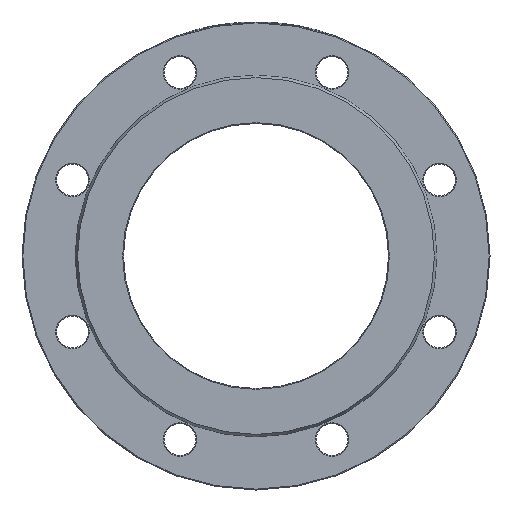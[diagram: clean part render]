
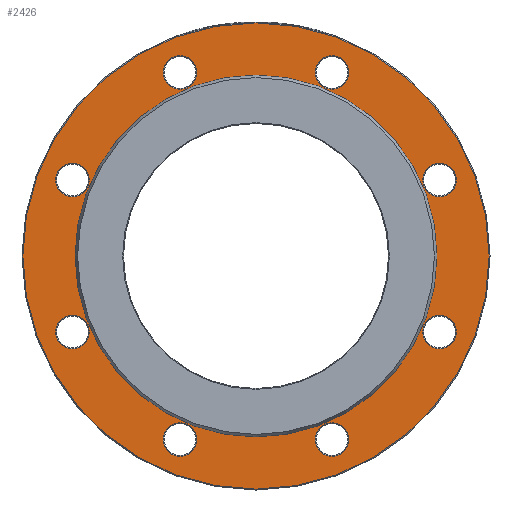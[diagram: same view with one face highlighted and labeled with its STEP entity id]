
A CAD part, left-side view. The second image highlights one B-rep face of the part: STEP entity #2426.
In plain terms, the highlighted planar face has unit normal (-1, 0, 0).
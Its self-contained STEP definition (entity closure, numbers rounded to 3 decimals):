
#72 = DIRECTION ( 'NONE',  ( 0., 0.707, 0.707 ) ) ;
#83 = DIRECTION ( 'NONE',  ( -1., 0., 0. ) ) ;
#167 = FACE_BOUND ( 'NONE', #1101, .T. ) ;
#219 = DIRECTION ( 'NONE',  ( 0., 0.707, -0.707 ) ) ;
#253 = AXIS2_PLACEMENT_3D ( 'NONE', #1296, #83, #2689 ) ;
#287 = CARTESIAN_POINT ( 'NONE',  ( 3., -43.052, -103.936 ) ) ;
#294 = CIRCLE ( 'NONE', #3480, 9.5 ) ;
#367 = CARTESIAN_POINT ( 'NONE',  ( 3., -103.936, 43.052 ) ) ;
#392 = ORIENTED_EDGE ( 'NONE', *, *, #2008, .T. ) ;
#453 = DIRECTION ( 'NONE',  ( 1., 0., 0. ) ) ;
#552 = CARTESIAN_POINT ( 'NONE',  ( 3., -36.334, 110.654 ) ) ;
#583 = EDGE_CURVE ( 'NONE', #5256, #5256, #5280, .T. ) ;
#601 = CIRCLE ( 'NONE', #966, 9.5 ) ;
#638 = CARTESIAN_POINT ( 'NONE',  ( 3., 103.936, 43.052 ) ) ;
#641 = VERTEX_POINT ( 'NONE', #2373 ) ;
#697 = CIRCLE ( 'NONE', #253, 132. ) ;
#843 = EDGE_LOOP ( 'NONE', ( #392 ) ) ;
#910 = ORIENTED_EDGE ( 'NONE', *, *, #4583, .T. ) ;
#966 = AXIS2_PLACEMENT_3D ( 'NONE', #3838, #3047, #5181 ) ;
#1027 = DIRECTION ( 'NONE',  ( 1., 0., 0. ) ) ;
#1050 = DIRECTION ( 'NONE',  ( 0., 0., -1. ) ) ;
#1073 = CARTESIAN_POINT ( 'NONE',  ( 3., 43.052, 103.936 ) ) ;
#1074 = DIRECTION ( 'NONE',  ( 1., 0., 0. ) ) ;
#1101 = EDGE_LOOP ( 'NONE', ( #3746 ) ) ;
#1184 = AXIS2_PLACEMENT_3D ( 'NONE', #2627, #453, #72 ) ;
#1223 = CARTESIAN_POINT ( 'NONE',  ( 3., 110.654, 36.334 ) ) ;
#1296 = CARTESIAN_POINT ( 'NONE',  ( 3., 0., 0. ) ) ;
#1411 = EDGE_LOOP ( 'NONE', ( #1550 ) ) ;
#1413 = FACE_OUTER_BOUND ( 'NONE', #4116, .T. ) ;
#1436 = CARTESIAN_POINT ( 'NONE',  ( 3., -110.654, -36.334 ) ) ;
#1493 = VERTEX_POINT ( 'NONE', #1652 ) ;
#1498 = DIRECTION ( 'NONE',  ( 1., 0., 0. ) ) ;
#1550 = ORIENTED_EDGE ( 'NONE', *, *, #5283, .T. ) ;
#1652 = CARTESIAN_POINT ( 'NONE',  ( 3., -52.552, -103.936 ) ) ;
#1808 = FACE_BOUND ( 'NONE', #3051, .T. ) ;
#1832 = VERTEX_POINT ( 'NONE', #1436 ) ;
#1877 = AXIS2_PLACEMENT_3D ( 'NONE', #638, #1074, #219 ) ;
#1878 = CARTESIAN_POINT ( 'NONE',  ( 3., 103.936, -43.052 ) ) ;
#1913 = ORIENTED_EDGE ( 'NONE', *, *, #583, .T. ) ;
#1924 = VERTEX_POINT ( 'NONE', #3553 ) ;
#2008 = EDGE_CURVE ( 'NONE', #1832, #1832, #5508, .T. ) ;
#2018 = CIRCLE ( 'NONE', #5203, 102.463 ) ;
#2043 = EDGE_CURVE ( 'NONE', #3178, #3178, #601, .T. ) ;
#2053 = CIRCLE ( 'NONE', #5239, 9.5 ) ;
#2073 = ORIENTED_EDGE ( 'NONE', *, *, #2043, .T. ) ;
#2080 = EDGE_CURVE ( 'NONE', #1924, #1924, #2053, .T. ) ;
#2107 = DIRECTION ( 'NONE',  ( 1., 0., 0. ) ) ;
#2161 = DIRECTION ( 'NONE',  ( 0., -0.707, 0.707 ) ) ;
#2267 = FACE_BOUND ( 'NONE', #1411, .T. ) ;
#2373 = CARTESIAN_POINT ( 'NONE',  ( 3., 103.936, -52.552 ) ) ;
#2426 = ADVANCED_FACE ( 'NONE', ( #3583, #2718, #4450, #1808, #3125, #2696, #4424, #2267, #1413, #167 ), #4539, .F. ) ;
#2435 = CARTESIAN_POINT ( 'NONE',  ( 3., 102.463, 0. ) ) ;
#2475 = VERTEX_POINT ( 'NONE', #3667 ) ;
#2564 = CARTESIAN_POINT ( 'NONE',  ( 3., 52.552, 103.936 ) ) ;
#2627 = CARTESIAN_POINT ( 'NONE',  ( 3., -43.052, 103.936 ) ) ;
#2689 = DIRECTION ( 'NONE',  ( 0., 0., -1. ) ) ;
#2693 = EDGE_LOOP ( 'NONE', ( #2073 ) ) ;
#2696 = FACE_BOUND ( 'NONE', #3368, .T. ) ;
#2718 = FACE_BOUND ( 'NONE', #3812, .T. ) ;
#2798 = VERTEX_POINT ( 'NONE', #4535 ) ;
#2823 = DIRECTION ( 'NONE',  ( 0., 1., 0. ) ) ;
#2956 = DIRECTION ( 'NONE',  ( 1., 0., 0. ) ) ;
#3047 = DIRECTION ( 'NONE',  ( 1., 0., 0. ) ) ;
#3051 = EDGE_LOOP ( 'NONE', ( #5289 ) ) ;
#3061 = AXIS2_PLACEMENT_3D ( 'NONE', #3450, #2956, #2161 ) ;
#3125 = FACE_BOUND ( 'NONE', #843, .T. ) ;
#3162 = DIRECTION ( 'NONE',  ( -1., 0., 0. ) ) ;
#3178 = VERTEX_POINT ( 'NONE', #4909 ) ;
#3232 = EDGE_CURVE ( 'NONE', #5312, #5312, #3872, .T. ) ;
#3265 = DIRECTION ( 'NONE',  ( 1., 0., 0. ) ) ;
#3368 = EDGE_LOOP ( 'NONE', ( #910 ) ) ;
#3423 = ORIENTED_EDGE ( 'NONE', *, *, #3856, .T. ) ;
#3450 = CARTESIAN_POINT ( 'NONE',  ( 3., -103.936, -43.052 ) ) ;
#3480 = AXIS2_PLACEMENT_3D ( 'NONE', #1878, #1027, #4865 ) ;
#3553 = CARTESIAN_POINT ( 'NONE',  ( 3., -103.936, 52.552 ) ) ;
#3583 = FACE_BOUND ( 'NONE', #4436, .T. ) ;
#3667 = CARTESIAN_POINT ( 'NONE',  ( 3., 0., -132. ) ) ;
#3746 = ORIENTED_EDGE ( 'NONE', *, *, #5214, .F. ) ;
#3751 = DIRECTION ( 'NONE',  ( 1., 0., 0. ) ) ;
#3754 = ORIENTED_EDGE ( 'NONE', *, *, #3232, .T. ) ;
#3781 = DIRECTION ( 'NONE',  ( 0., 0., 1. ) ) ;
#3805 = EDGE_LOOP ( 'NONE', ( #1913 ) ) ;
#3812 = EDGE_LOOP ( 'NONE', ( #3423 ) ) ;
#3817 = EDGE_CURVE ( 'NONE', #2475, #2475, #697, .T. ) ;
#3838 = CARTESIAN_POINT ( 'NONE',  ( 3., 43.052, -103.936 ) ) ;
#3856 = EDGE_CURVE ( 'NONE', #4696, #4696, #5047, .T. ) ;
#3872 = CIRCLE ( 'NONE', #1877, 9.5 ) ;
#4010 = CARTESIAN_POINT ( 'NONE',  ( 3., 0., 0. ) ) ;
#4063 = AXIS2_PLACEMENT_3D ( 'NONE', #1073, #3265, #2823 ) ;
#4116 = EDGE_LOOP ( 'NONE', ( #5263 ) ) ;
#4424 = FACE_BOUND ( 'NONE', #2693, .T. ) ;
#4434 = DIRECTION ( 'NONE',  ( 0., 0., 1. ) ) ;
#4436 = EDGE_LOOP ( 'NONE', ( #3754 ) ) ;
#4450 = FACE_BOUND ( 'NONE', #3805, .T. ) ;
#4468 = AXIS2_PLACEMENT_3D ( 'NONE', #287, #3751, #4580 ) ;
#4535 = CARTESIAN_POINT ( 'NONE',  ( 3., 0., 102.463 ) ) ;
#4539 = PLANE ( 'NONE',  #5245 ) ;
#4580 = DIRECTION ( 'NONE',  ( 0., -1., 0. ) ) ;
#4583 = EDGE_CURVE ( 'NONE', #1493, #1493, #5391, .T. ) ;
#4696 = VERTEX_POINT ( 'NONE', #2564 ) ;
#4865 = DIRECTION ( 'NONE',  ( 0., 0., -1. ) ) ;
#4909 = CARTESIAN_POINT ( 'NONE',  ( 3., 36.334, -110.654 ) ) ;
#5047 = CIRCLE ( 'NONE', #4063, 9.5 ) ;
#5181 = DIRECTION ( 'NONE',  ( 0., -0.707, -0.707 ) ) ;
#5203 = AXIS2_PLACEMENT_3D ( 'NONE', #4010, #3162, #4434 ) ;
#5214 = EDGE_CURVE ( 'NONE', #2798, #2798, #2018, .T. ) ;
#5239 = AXIS2_PLACEMENT_3D ( 'NONE', #367, #2107, #3781 ) ;
#5245 = AXIS2_PLACEMENT_3D ( 'NONE', #2435, #1498, #1050 ) ;
#5256 = VERTEX_POINT ( 'NONE', #552 ) ;
#5263 = ORIENTED_EDGE ( 'NONE', *, *, #3817, .T. ) ;
#5280 = CIRCLE ( 'NONE', #1184, 9.5 ) ;
#5283 = EDGE_CURVE ( 'NONE', #641, #641, #294, .T. ) ;
#5289 = ORIENTED_EDGE ( 'NONE', *, *, #2080, .T. ) ;
#5312 = VERTEX_POINT ( 'NONE', #1223 ) ;
#5391 = CIRCLE ( 'NONE', #4468, 9.5 ) ;
#5508 = CIRCLE ( 'NONE', #3061, 9.5 ) ;
